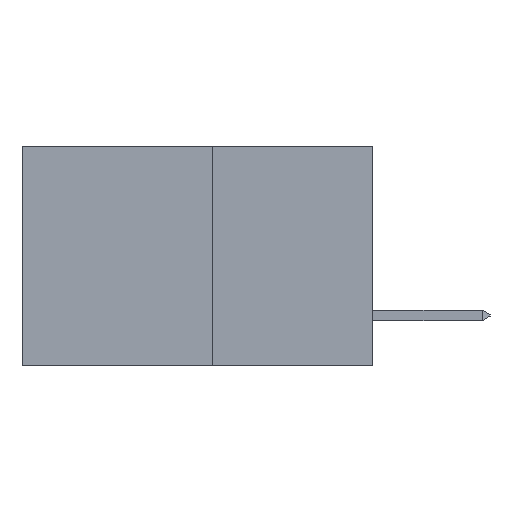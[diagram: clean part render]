
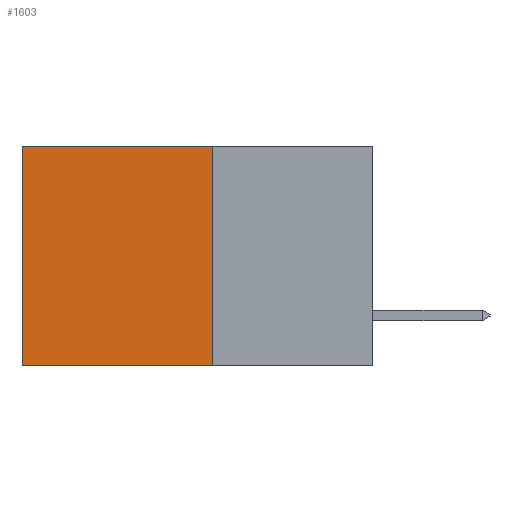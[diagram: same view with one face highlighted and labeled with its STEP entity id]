
A CAD part, left-side view. The second image highlights one B-rep face of the part: STEP entity #1603.
In plain terms, the highlighted planar face has unit normal (-1, 0, 0).
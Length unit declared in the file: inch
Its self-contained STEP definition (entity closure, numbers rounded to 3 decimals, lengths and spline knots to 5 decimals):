
#66 = EDGE_CURVE ( 'NONE', #3599, #5069, #7754, .T. ) ;
#433 = PLANE ( 'NONE',  #4030 ) ;
#582 = DIRECTION ( 'NONE',  ( 0., 1., 0. ) ) ;
#1058 = VERTEX_POINT ( 'NONE', #6626 ) ;
#1598 = ORIENTED_EDGE ( 'NONE', *, *, #7128, .T. ) ;
#1603 = ADVANCED_FACE ( 'NONE', ( #2094 ), #433, .F. ) ;
#1877 = CARTESIAN_POINT ( 'NONE',  ( 0.277, 0.27, -0.37 ) ) ;
#1882 = VERTEX_POINT ( 'NONE', #1877 ) ;
#2094 = FACE_OUTER_BOUND ( 'NONE', #3050, .T. ) ;
#2105 = LINE ( 'NONE', #3921, #5382 ) ;
#3050 = EDGE_LOOP ( 'NONE', ( #7992, #4884, #6564, #1598 ) ) ;
#3599 = VERTEX_POINT ( 'NONE', #7706 ) ;
#3861 = DIRECTION ( 'NONE',  ( 0., 0., -1. ) ) ;
#3894 = CARTESIAN_POINT ( 'NONE',  ( 0.277, 0.27, -0.37 ) ) ;
#3921 = CARTESIAN_POINT ( 'NONE',  ( 0.277, 0.27, -0.37 ) ) ;
#4030 = AXIS2_PLACEMENT_3D ( 'NONE', #6084, #7163, #5639 ) ;
#4070 = DIRECTION ( 'NONE',  ( 0., 0., -1. ) ) ;
#4545 = LINE ( 'NONE', #3894, #6230 ) ;
#4884 = ORIENTED_EDGE ( 'NONE', *, *, #8245, .F. ) ;
#5069 = VERTEX_POINT ( 'NONE', #7685 ) ;
#5382 = VECTOR ( 'NONE', #582, 39.37008 ) ;
#5639 = DIRECTION ( 'NONE',  ( 0., 0., -1. ) ) ;
#5757 = EDGE_CURVE ( 'NONE', #1058, #1882, #4545, .T. ) ;
#6084 = CARTESIAN_POINT ( 'NONE',  ( 0.277, 0.27, -0.37 ) ) ;
#6230 = VECTOR ( 'NONE', #3861, 39.37008 ) ;
#6477 = CARTESIAN_POINT ( 'NONE',  ( 0.277, 0.27, 0. ) ) ;
#6564 = ORIENTED_EDGE ( 'NONE', *, *, #5757, .F. ) ;
#6604 = VECTOR ( 'NONE', #7090, 39.37008 ) ;
#6626 = CARTESIAN_POINT ( 'NONE',  ( 0.277, 0.27, 0. ) ) ;
#6801 = LINE ( 'NONE', #6477, #6604 ) ;
#7090 = DIRECTION ( 'NONE',  ( 0., 1., 0. ) ) ;
#7128 = EDGE_CURVE ( 'NONE', #1058, #3599, #6801, .T. ) ;
#7163 = DIRECTION ( 'NONE',  ( 1., 0., 0. ) ) ;
#7350 = VECTOR ( 'NONE', #4070, 39.37008 ) ;
#7685 = CARTESIAN_POINT ( 'NONE',  ( 0.277, 0.59, -0.37 ) ) ;
#7698 = CARTESIAN_POINT ( 'NONE',  ( 0.277, 0.59, -0.37 ) ) ;
#7706 = CARTESIAN_POINT ( 'NONE',  ( 0.277, 0.59, 0. ) ) ;
#7754 = LINE ( 'NONE', #7698, #7350 ) ;
#7992 = ORIENTED_EDGE ( 'NONE', *, *, #66, .T. ) ;
#8245 = EDGE_CURVE ( 'NONE', #1882, #5069, #2105, .T. ) ;
